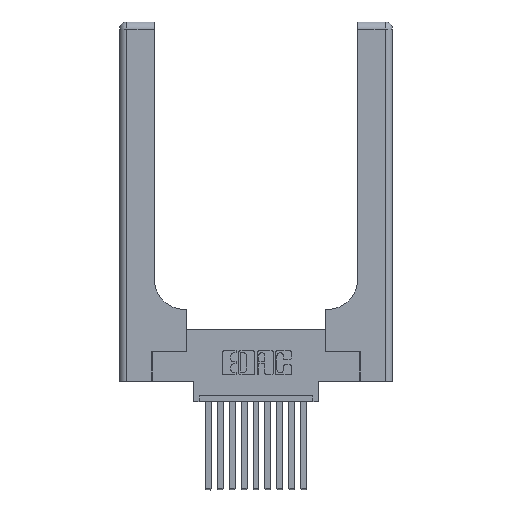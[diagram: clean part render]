
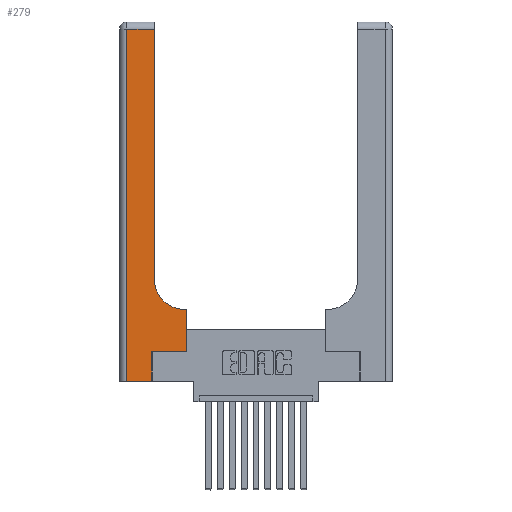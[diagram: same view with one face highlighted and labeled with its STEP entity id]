
A CAD part, top view. The second image highlights one B-rep face of the part: STEP entity #279.
In plain terms, the highlighted planar face has unit normal (0, 0, 1).
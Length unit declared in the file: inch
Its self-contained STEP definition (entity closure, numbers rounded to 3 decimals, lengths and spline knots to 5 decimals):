
#57 = EDGE_CURVE ( 'NONE', #1623, #184, #5371, .T. ) ;
#184 = VERTEX_POINT ( 'NONE', #4280 ) ;
#279 = ADVANCED_FACE ( 'NONE', ( #2394 ), #834, .F. ) ;
#365 = DIRECTION ( 'NONE',  ( 0., 1., 0. ) ) ;
#834 = PLANE ( 'NONE',  #1850 ) ;
#1014 = DIRECTION ( 'NONE',  ( 0., 0., -1. ) ) ;
#1396 = VERTEX_POINT ( 'NONE', #5101 ) ;
#1623 = VERTEX_POINT ( 'NONE', #12504 ) ;
#1667 = ORIENTED_EDGE ( 'NONE', *, *, #57, .T. ) ;
#1850 = AXIS2_PLACEMENT_3D ( 'NONE', #7084, #13343, #4623 ) ;
#2343 = LINE ( 'NONE', #6051, #13380 ) ;
#2394 = FACE_OUTER_BOUND ( 'NONE', #9809, .T. ) ;
#2508 = VERTEX_POINT ( 'NONE', #2873 ) ;
#2609 = VERTEX_POINT ( 'NONE', #10655 ) ;
#2873 = CARTESIAN_POINT ( 'NONE',  ( 0.5585, 0.25, 0.37 ) ) ;
#3077 = LINE ( 'NONE', #10154, #5281 ) ;
#3143 = VECTOR ( 'NONE', #10432, 39.37008 ) ;
#3184 = CARTESIAN_POINT ( 'NONE',  ( 0.269, 0., 0.37 ) ) ;
#3474 = LINE ( 'NONE', #3184, #10768 ) ;
#3586 = VECTOR ( 'NONE', #13245, 39.37008 ) ;
#3607 = EDGE_CURVE ( 'NONE', #2508, #2609, #3077, .T. ) ;
#3844 = ORIENTED_EDGE ( 'NONE', *, *, #9538, .T. ) ;
#4280 = CARTESIAN_POINT ( 'NONE',  ( 0.269, 0., 0.37 ) ) ;
#4484 = CARTESIAN_POINT ( 'NONE',  ( 0.2915, 0.85, 0.37 ) ) ;
#4623 = DIRECTION ( 'NONE',  ( -1., 0., 0. ) ) ;
#5098 = CARTESIAN_POINT ( 'NONE',  ( 0.5415, 0.6, 0.37 ) ) ;
#5101 = CARTESIAN_POINT ( 'NONE',  ( 0.06, 2.94, 0.37 ) ) ;
#5125 = VECTOR ( 'NONE', #14943, 39.37008 ) ;
#5242 = EDGE_CURVE ( 'NONE', #2609, #12133, #13910, .T. ) ;
#5281 = VECTOR ( 'NONE', #365, 39.37008 ) ;
#5289 = EDGE_CURVE ( 'NONE', #184, #6170, #3474, .T. ) ;
#5371 = LINE ( 'NONE', #8300, #3586 ) ;
#5744 = LINE ( 'NONE', #14175, #3143 ) ;
#6051 = CARTESIAN_POINT ( 'NONE',  ( 0., 2.94, 0.37 ) ) ;
#6056 = DIRECTION ( 'NONE',  ( 1., 0., 0. ) ) ;
#6139 = CARTESIAN_POINT ( 'NONE',  ( 0.06, 3., 0.37 ) ) ;
#6170 = VERTEX_POINT ( 'NONE', #14026 ) ;
#6961 = DIRECTION ( 'NONE',  ( -1., 0., 0. ) ) ;
#7084 = CARTESIAN_POINT ( 'NONE',  ( 0., 3., 0.37 ) ) ;
#7432 = VECTOR ( 'NONE', #6961, 39.37008 ) ;
#8300 = CARTESIAN_POINT ( 'NONE',  ( 0., 0., 0.37 ) ) ;
#8437 = EDGE_CURVE ( 'NONE', #10733, #9849, #11472, .T. ) ;
#8457 = CARTESIAN_POINT ( 'NONE',  ( 0.5415, 0.85, 0.37 ) ) ;
#9121 = EDGE_CURVE ( 'NONE', #12133, #10733, #13613, .T. ) ;
#9223 = LINE ( 'NONE', #6139, #5125 ) ;
#9458 = CARTESIAN_POINT ( 'NONE',  ( 0.2915, 0.6, 0.37 ) ) ;
#9538 = EDGE_CURVE ( 'NONE', #6170, #2508, #5744, .T. ) ;
#9789 = CARTESIAN_POINT ( 'NONE',  ( 0.2915, 3., 0.37 ) ) ;
#9809 = EDGE_LOOP ( 'NONE', ( #12463, #16267, #14947, #1667, #12973, #3844, #16010, #16140, #15279 ) ) ;
#9849 = VERTEX_POINT ( 'NONE', #13172 ) ;
#10154 = CARTESIAN_POINT ( 'NONE',  ( 0.5585, 0.25, 0.37 ) ) ;
#10432 = DIRECTION ( 'NONE',  ( 1., 0., 0. ) ) ;
#10655 = CARTESIAN_POINT ( 'NONE',  ( 0.5585, 0.6, 0.37 ) ) ;
#10733 = VERTEX_POINT ( 'NONE', #4484 ) ;
#10768 = VECTOR ( 'NONE', #14649, 39.37008 ) ;
#11472 = LINE ( 'NONE', #9789, #13239 ) ;
#12133 = VERTEX_POINT ( 'NONE', #5098 ) ;
#12463 = ORIENTED_EDGE ( 'NONE', *, *, #8437, .T. ) ;
#12504 = CARTESIAN_POINT ( 'NONE',  ( 0.06, 0., 0.37 ) ) ;
#12597 = AXIS2_PLACEMENT_3D ( 'NONE', #8457, #1014, #6056 ) ;
#12973 = ORIENTED_EDGE ( 'NONE', *, *, #5289, .T. ) ;
#13172 = CARTESIAN_POINT ( 'NONE',  ( 0.2915, 2.94, 0.37 ) ) ;
#13239 = VECTOR ( 'NONE', #14645, 39.37008 ) ;
#13244 = EDGE_CURVE ( 'NONE', #9849, #1396, #2343, .T. ) ;
#13245 = DIRECTION ( 'NONE',  ( 1., 0., 0. ) ) ;
#13343 = DIRECTION ( 'NONE',  ( 0., 0., -1. ) ) ;
#13380 = VECTOR ( 'NONE', #14734, 39.37008 ) ;
#13613 = CIRCLE ( 'NONE', #12597, 0.25 ) ;
#13856 = EDGE_CURVE ( 'NONE', #1396, #1623, #9223, .T. ) ;
#13910 = LINE ( 'NONE', #9458, #7432 ) ;
#14026 = CARTESIAN_POINT ( 'NONE',  ( 0.269, 0.25, 0.37 ) ) ;
#14175 = CARTESIAN_POINT ( 'NONE',  ( 0.269, 0.25, 0.37 ) ) ;
#14645 = DIRECTION ( 'NONE',  ( 0., 1., 0. ) ) ;
#14649 = DIRECTION ( 'NONE',  ( 0., 1., 0. ) ) ;
#14734 = DIRECTION ( 'NONE',  ( -1., 0., 0. ) ) ;
#14943 = DIRECTION ( 'NONE',  ( 0., -1., 0. ) ) ;
#14947 = ORIENTED_EDGE ( 'NONE', *, *, #13856, .T. ) ;
#15279 = ORIENTED_EDGE ( 'NONE', *, *, #9121, .T. ) ;
#16010 = ORIENTED_EDGE ( 'NONE', *, *, #3607, .T. ) ;
#16140 = ORIENTED_EDGE ( 'NONE', *, *, #5242, .T. ) ;
#16267 = ORIENTED_EDGE ( 'NONE', *, *, #13244, .T. ) ;
